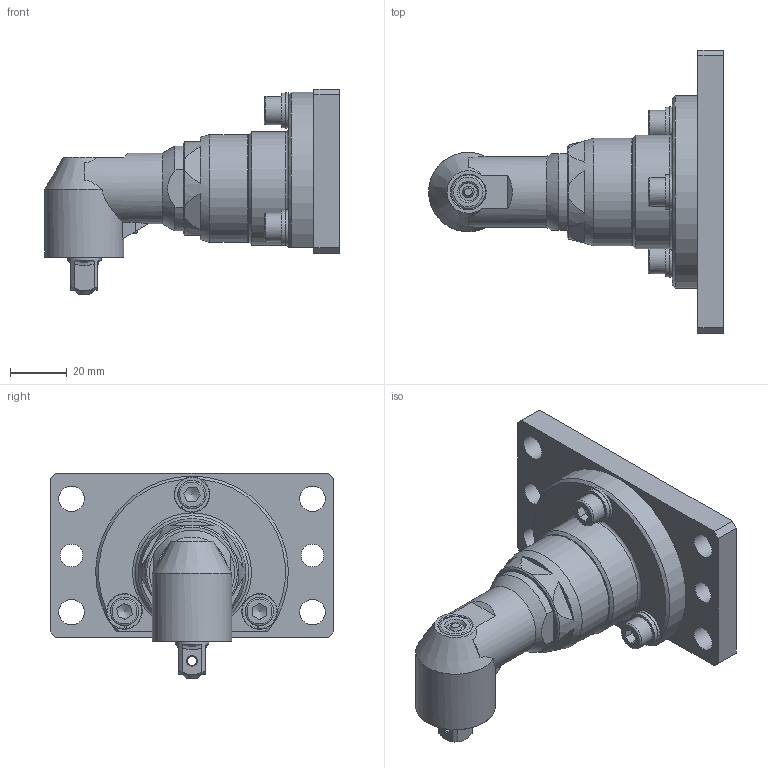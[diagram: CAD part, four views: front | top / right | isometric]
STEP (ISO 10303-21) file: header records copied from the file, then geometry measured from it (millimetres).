
FILE_DESCRIPTION(/* description */ (''),/* implementation_level */ '2;1');
FILE_NAME(/* name */ 'RA025-CFT(DS-N056)_OUTLINE_20191028.stp',/* time_stamp */ '2019-10-28T15:53:13+09:00',/* author */ ('y-mizuno'),/* organization */ (''),/* preprocessor_version */ 'ST-DEVELOPER v17',/* originating_system */ 'Autodesk Inventor 2019',/* authorisation */ '');
FILE_SCHEMA (('AUTOMOTIVE_DESIGN { 1 0 10303 214 3 1 1 }'));
Length unit declared in the file: millimetre
Products named in the file (1): RA025-CFT(DS-N056)_Shrinkwrap_2
Bounding box: 104 x 100 x 72.49 mm (x, y, z)
Volume: 134245.6 mm3; surface area: 37613.2 mm2
Topology: 1 solids, 4 shells, 319 faces, 876 edges, 590 vertices
Faces by surface type: plane 164, cylinder 85, cone 42, bspline 18, torus 9, sphere 1
Full cylindrical faces by diameter (mm): 2 x1, 3.18 x1, 3.6 x4, 4.7 x1, 4.917 x3, 5.5 x3, 6 x3, 6.4 x3, 8 x2, 9 x4, 9.5 x3, 10 x3, 11.8 x1, 12 x1, 12.5 x4, 14 x1, 20 x2, 25 x1, 28 x3, 30 x1, 34 x1, 35 x1, 35.4 x1, 36 x2, 38 x1, 40 x1
Entity records: 11038 total; most frequent: CARTESIAN_POINT 2775, DIRECTION 1759, ORIENTED_EDGE 1736, EDGE_CURVE 868, AXIS2_PLACEMENT_3D 709, VERTEX_POINT 590, CIRCLE 387, EDGE_LOOP 382
